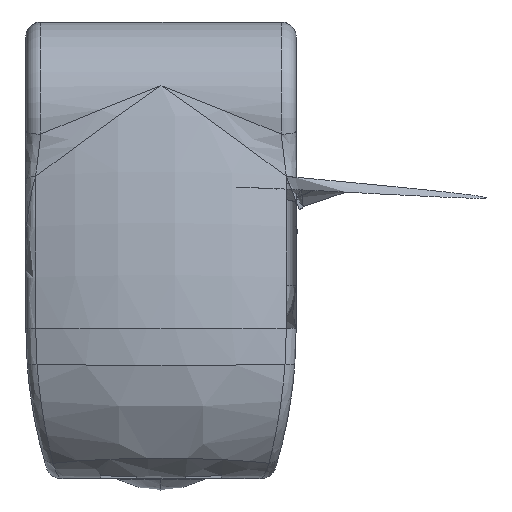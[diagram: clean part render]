
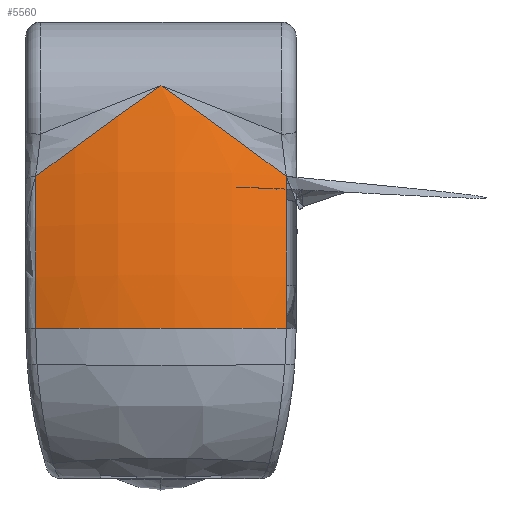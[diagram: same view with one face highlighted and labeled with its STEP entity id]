
A CAD part, front view. The second image highlights one B-rep face of the part: STEP entity #5560.
In plain terms, the highlighted toroidal (fillet/blend) face has major radius 16.805 mm and minor radius 12 mm.
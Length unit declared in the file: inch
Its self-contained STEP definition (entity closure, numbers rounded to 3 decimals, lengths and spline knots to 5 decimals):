
#100=CARTESIAN_POINT('',(-0.16433,1.13334,
-0.0404));
#101=DIRECTION('',(1.,0.,0.));
#102=DIRECTION('',(0.,-0.976,0.217));
#103=AXIS2_PLACEMENT_3D('',#100,#101,#102);
#117=CARTESIAN_POINT('',(-0.16433,0.05508,
0.19921));
#165=CARTESIAN_POINT('',(-0.16433,0.05508,
0.19921));
#166=CARTESIAN_POINT('',(-0.1517,0.05234,
0.20848));
#167=CARTESIAN_POINT('',(-0.12582,0.04821,
0.22761));
#168=CARTESIAN_POINT('',(-0.08499,0.04636,
0.25774));
#169=CARTESIAN_POINT('',(-0.04281,0.04919,
0.28833));
#170=CARTESIAN_POINT('',(-0.01434,0.05417,
0.3083));
#171=CARTESIAN_POINT('',(0.,0.05744,
0.31811));
#258=CARTESIAN_POINT('',(0.16433,1.13334,
-0.0404));
#259=DIRECTION('',(-1.,0.,0.));
#260=DIRECTION('',(0.,-0.999,0.037));
#261=AXIS2_PLACEMENT_3D('',#258,#259,#260);
#676=CARTESIAN_POINT('',(0.,0.47244,0.));
#677=DIRECTION('',(0.,0.,1.));
#678=DIRECTION('',(-0.348,-0.938,0.));
#679=AXIS2_PLACEMENT_3D('',#676,#677,#678);
#681=CARTESIAN_POINT('',(0.,0.47244,0.));
#682=DIRECTION('',(0.,0.,1.));
#683=DIRECTION('',(0.119,-0.993,0.));
#684=AXIS2_PLACEMENT_3D('',#681,#682,#683);
#686=CARTESIAN_POINT('',(0.,0.47244,0.));
#687=DIRECTION('',(0.,0.,1.));
#688=DIRECTION('',(-0.118,-0.993,0.));
#689=AXIS2_PLACEMENT_3D('',#686,#687,#688);
#691=CARTESIAN_POINT('',(0.16433,0.05508,
0.19921));
#698=CARTESIAN_POINT('',(0.,0.05744,
0.31811));
#699=CARTESIAN_POINT('',(0.01434,0.05417,
0.3083));
#700=CARTESIAN_POINT('',(0.04281,0.04919,
0.28833));
#701=CARTESIAN_POINT('',(0.08499,0.04636,
0.25774));
#702=CARTESIAN_POINT('',(0.12582,0.04821,
0.22761));
#703=CARTESIAN_POINT('',(0.1517,0.05234,
0.20848));
#704=CARTESIAN_POINT('',(0.16433,0.05508,
0.19921));
#3872=VERTEX_POINT('',#117);
#3880=VERTEX_POINT('',#171);
#3888=VERTEX_POINT('',#691);
#4159=CARTESIAN_POINT('',(-0.16433,0.0295,
0.));
#4160=CARTESIAN_POINT('',(-0.05596,0.00333,
0.));
#4161=VERTEX_POINT('',#4159);
#4162=VERTEX_POINT('',#4160);
#4163=CARTESIAN_POINT('',(0.16433,0.0295,
0.));
#4164=VERTEX_POINT('',#4163);
#4167=CARTESIAN_POINT('',(0.056,0.00333,
0.));
#4168=VERTEX_POINT('',#4167);
#5545=CARTESIAN_POINT('',(0.,1.13334,-0.0404));
#5546=DIRECTION('',(-1.,0.,0.));
#5547=DIRECTION('',(0.,0.999,-0.036));
#5548=AXIS2_PLACEMENT_3D('',#5545,#5546,#5547);
#5549=TOROIDAL_SURFACE('',#5548,0.66161,0.47244);
#5550=ORIENTED_EDGE('',*,*,#5533,.F.);
#5551=ORIENTED_EDGE('',*,*,#4377,.F.);
#5552=ORIENTED_EDGE('',*,*,#4548,.T.);
#5554=ORIENTED_EDGE('',*,*,#5553,.T.);
#5555=ORIENTED_EDGE('',*,*,#4738,.F.);
#5556=ORIENTED_EDGE('',*,*,#5537,.F.);
#5557=ORIENTED_EDGE('',*,*,#5535,.F.);
#5558=EDGE_LOOP('',(#5550,#5551,#5552,#5554,#5555,#5556,#5557));
#5559=FACE_OUTER_BOUND('',#5558,.F.);
#5560=ADVANCED_FACE('',(#5559),#5549,.T.);
#104=CIRCLE('',#103,1.10456);
#172=B_SPLINE_CURVE_WITH_KNOTS('',3,(#165,#166,#167,#168,#169,#170,#171),
.UNSPECIFIED.,.F.,.F.,(4,1,1,1,4),(0.,0.25,0.5,0.75,1.),
.UNSPECIFIED.);
#262=CIRCLE('',#261,1.10456);
#680=CIRCLE('',#679,0.47244);
#685=CIRCLE('',#684,0.47244);
#690=CIRCLE('',#689,0.47244);
#705=B_SPLINE_CURVE_WITH_KNOTS('',3,(#698,#699,#700,#701,#702,#703,#704),
.UNSPECIFIED.,.F.,.F.,(4,1,1,1,4),(0.,0.25,0.5,0.75,1.),
.UNSPECIFIED.);
#4377=EDGE_CURVE('',#3872,#4161,#104,.T.);
#4548=EDGE_CURVE('',#3872,#3880,#172,.T.);
#4738=EDGE_CURVE('',#4164,#3888,#262,.T.);
#5533=EDGE_CURVE('',#4161,#4162,#680,.T.);
#5535=EDGE_CURVE('',#4162,#4168,#690,.T.);
#5537=EDGE_CURVE('',#4168,#4164,#685,.T.);
#5553=EDGE_CURVE('',#3880,#3888,#705,.T.);
